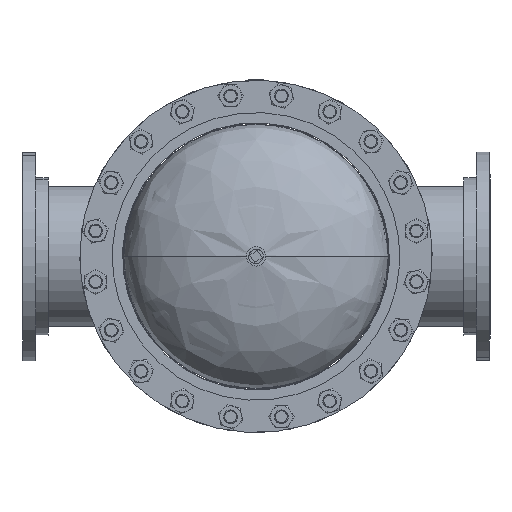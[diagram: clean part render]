
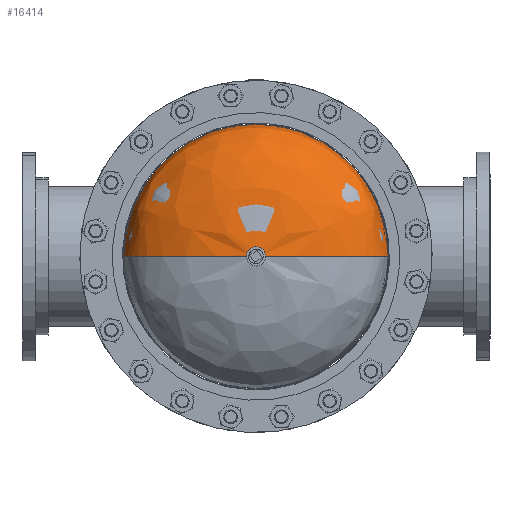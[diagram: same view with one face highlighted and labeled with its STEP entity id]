
A CAD part, front view. The second image highlights one B-rep face of the part: STEP entity #16414.
In plain terms, the highlighted free-form (B-spline) face has degree [3, 3] with [4, 4] control points.
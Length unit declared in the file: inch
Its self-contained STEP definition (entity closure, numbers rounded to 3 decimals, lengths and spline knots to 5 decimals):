
#431 = DIRECTION ( 'NONE',  ( 1., 0., 0. ) ) ;
#1174 = CARTESIAN_POINT ( 'NONE',  ( 7.42262, 6.4111, 14.84524 ) ) ;
#1313 =( BOUNDED_CURVE ( )  B_SPLINE_CURVE ( 3, ( #1899, #16189, #21204, #5534 ),
 .UNSPECIFIED., .F., .T. ) 
 B_SPLINE_CURVE_WITH_KNOTS ( ( 4, 4 ),
 ( 1.63334, 3.14159 ),
 .UNSPECIFIED. ) 
 CURVE ( )  GEOMETRIC_REPRESENTATION_ITEM ( )  RATIONAL_B_SPLINE_CURVE ( ( 1., 0.819, 0.819, 1. ) ) 
 REPRESENTATION_ITEM ( '' )  );
#1503 = VERTEX_POINT ( 'NONE', #19390 ) ;
#1899 = CARTESIAN_POINT ( 'NONE',  ( -0.75, 6.62262, 0. ) ) ;
#1984 = DIRECTION ( 'NONE',  ( 0., -1., 0. ) ) ;
#2571 = CARTESIAN_POINT ( 'NONE',  ( -12., 0.56, 24. ) ) ;
#2798 = VERTEX_POINT ( 'NONE', #19116 ) ;
#2919 = CARTESIAN_POINT ( 'NONE',  ( -0.75, 6.62262, 0. ) ) ;
#3466 = VERTEX_POINT ( 'NONE', #6397 ) ;
#4196 = CIRCLE ( 'NONE', #17282, 12. ) ;
#4218 = CARTESIAN_POINT ( 'NONE',  ( 12., 0.56, 0. ) ) ;
#4990 = DIRECTION ( 'NONE',  ( 1., 0., 0. ) ) ;
#5341 =( BOUNDED_SURFACE ( )  B_SPLINE_SURFACE ( 3, 3, ( 
 ( #20710, #22113, #18969, #2919 ),
 ( #17203, #1174, #15004, #8329 ),
 ( #11392, #9860, #13258, #13713 ),
 ( #4218, #18506, #2571, #20364 ) ),
 .UNSPECIFIED., .F., .F., .T. ) 
 B_SPLINE_SURFACE_WITH_KNOTS ( ( 4, 4 ),
 ( 4, 4 ),
 ( 0., 1. ),
 ( 0., 1. ),
 .UNSPECIFIED. ) 
 GEOMETRIC_REPRESENTATION_ITEM ( )  RATIONAL_B_SPLINE_SURFACE ( (
 ( 1., 0.333, 0.333, 1.),
 ( 0.819, 0.273, 0.273, 0.819),
 ( 0.819, 0.273, 0.273, 0.819),
 ( 1., 0.333, 0.333, 1.) ) ) 
 REPRESENTATION_ITEM ( '' )  SURFACE ( )  );
#5534 = CARTESIAN_POINT ( 'NONE',  ( -12., 0.56, 0. ) ) ;
#5933 = DIRECTION ( 'NONE',  ( 0., -1., 0. ) ) ;
#6397 = CARTESIAN_POINT ( 'NONE',  ( -12., 0.56, 0. ) ) ;
#7157 = VERTEX_POINT ( 'NONE', #12408 ) ;
#7682 = EDGE_LOOP ( 'NONE', ( #21504, #18770, #12208, #20690, #16240 ) ) ;
#7757 =( BOUNDED_CURVE ( )  B_SPLINE_CURVE ( 3, ( #16101, #9761, #20271, #11409 ),
 .UNSPECIFIED., .F., .T. ) 
 B_SPLINE_CURVE_WITH_KNOTS ( ( 4, 4 ),
 ( 1.63334, 3.14159 ),
 .UNSPECIFIED. ) 
 CURVE ( )  GEOMETRIC_REPRESENTATION_ITEM ( )  RATIONAL_B_SPLINE_CURVE ( ( 1., 0.819, 0.819, 1. ) ) 
 REPRESENTATION_ITEM ( '' )  );
#7820 = EDGE_CURVE ( 'NONE', #2798, #1503, #7757, .T. ) ;
#8252 = EDGE_CURVE ( 'NONE', #7157, #20427, #15690, .T. ) ;
#8329 = CARTESIAN_POINT ( 'NONE',  ( -7.42262, 6.4111, 0. ) ) ;
#9345 = CARTESIAN_POINT ( 'NONE',  ( 0., 6.62262, 0. ) ) ;
#9761 = CARTESIAN_POINT ( 'NONE',  ( 7.42262, 6.4111, 0. ) ) ;
#9860 = CARTESIAN_POINT ( 'NONE',  ( 12., 3.94435, 24. ) ) ;
#10049 = DIRECTION ( 'NONE',  ( 0., -1., 0. ) ) ;
#10710 = EDGE_CURVE ( 'NONE', #1503, #3466, #4196, .T. ) ;
#11392 = CARTESIAN_POINT ( 'NONE',  ( 12., 3.94435, 0. ) ) ;
#11409 = CARTESIAN_POINT ( 'NONE',  ( 12., 0.56, 0. ) ) ;
#12208 = ORIENTED_EDGE ( 'NONE', *, *, #10710, .F. ) ;
#12408 = CARTESIAN_POINT ( 'NONE',  ( 0., 6.62262, 0.75 ) ) ;
#13258 = CARTESIAN_POINT ( 'NONE',  ( -12., 3.94435, 24. ) ) ;
#13713 = CARTESIAN_POINT ( 'NONE',  ( -12., 3.94435, 0. ) ) ;
#15004 = CARTESIAN_POINT ( 'NONE',  ( -7.42262, 6.4111, 14.84524 ) ) ;
#15690 = CIRCLE ( 'NONE', #16430, 0.75 ) ;
#16101 = CARTESIAN_POINT ( 'NONE',  ( 0.75, 6.62262, 0. ) ) ;
#16189 = CARTESIAN_POINT ( 'NONE',  ( -7.42262, 6.4111, 0. ) ) ;
#16195 = CIRCLE ( 'NONE', #17312, 0.75 ) ;
#16240 = ORIENTED_EDGE ( 'NONE', *, *, #17556, .T. ) ;
#16275 = DIRECTION ( 'NONE',  ( 1., 0., 0. ) ) ;
#16414 = ADVANCED_FACE ( 'NONE', ( #20593 ), #5341, .F. ) ;
#16430 = AXIS2_PLACEMENT_3D ( 'NONE', #9345, #5933, #431 ) ;
#16506 = CARTESIAN_POINT ( 'NONE',  ( 0., 6.62262, 0. ) ) ;
#17074 = CARTESIAN_POINT ( 'NONE',  ( -0.75, 6.62262, 0. ) ) ;
#17203 = CARTESIAN_POINT ( 'NONE',  ( 7.42262, 6.4111, 0. ) ) ;
#17282 = AXIS2_PLACEMENT_3D ( 'NONE', #17288, #10049, #4990 ) ;
#17288 = CARTESIAN_POINT ( 'NONE',  ( 0., 0.56, 0. ) ) ;
#17312 = AXIS2_PLACEMENT_3D ( 'NONE', #16506, #1984, #16275 ) ;
#17556 = EDGE_CURVE ( 'NONE', #2798, #7157, #16195, .T. ) ;
#18506 = CARTESIAN_POINT ( 'NONE',  ( 12., 0.56, 24. ) ) ;
#18770 = ORIENTED_EDGE ( 'NONE', *, *, #19437, .T. ) ;
#18969 = CARTESIAN_POINT ( 'NONE',  ( -0.75, 6.62262, 1.5 ) ) ;
#19116 = CARTESIAN_POINT ( 'NONE',  ( 0.75, 6.62262, 0. ) ) ;
#19390 = CARTESIAN_POINT ( 'NONE',  ( 12., 0.56, 0. ) ) ;
#19437 = EDGE_CURVE ( 'NONE', #20427, #3466, #1313, .T. ) ;
#20271 = CARTESIAN_POINT ( 'NONE',  ( 12., 3.94435, 0. ) ) ;
#20364 = CARTESIAN_POINT ( 'NONE',  ( -12., 0.56, 0. ) ) ;
#20427 = VERTEX_POINT ( 'NONE', #17074 ) ;
#20593 = FACE_OUTER_BOUND ( 'NONE', #7682, .T. ) ;
#20690 = ORIENTED_EDGE ( 'NONE', *, *, #7820, .F. ) ;
#20710 = CARTESIAN_POINT ( 'NONE',  ( 0.75, 6.62262, 0. ) ) ;
#21204 = CARTESIAN_POINT ( 'NONE',  ( -12., 3.94435, 0. ) ) ;
#21504 = ORIENTED_EDGE ( 'NONE', *, *, #8252, .T. ) ;
#22113 = CARTESIAN_POINT ( 'NONE',  ( 0.75, 6.62262, 1.5 ) ) ;
